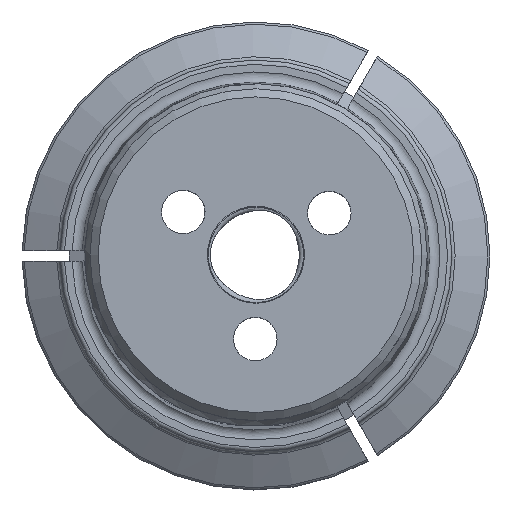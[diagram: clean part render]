
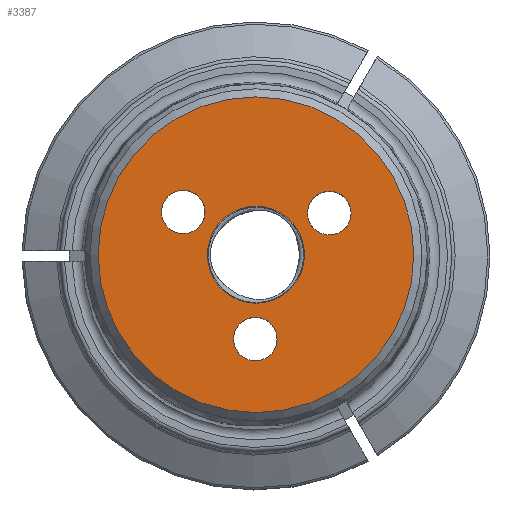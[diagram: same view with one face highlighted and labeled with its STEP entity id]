
A CAD part, top view. The second image highlights one B-rep face of the part: STEP entity #3387.
In plain terms, the highlighted planar face has unit normal (0, 0, 1).
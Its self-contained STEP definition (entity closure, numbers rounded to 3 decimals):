
#118=PLANE('',#3609);
#652=ORIENTED_EDGE('',*,*,#1310,.F.);
#653=ORIENTED_EDGE('',*,*,#1314,.F.);
#654=ORIENTED_EDGE('',*,*,#1296,.T.);
#655=ORIENTED_EDGE('',*,*,#1257,.T.);
#656=ORIENTED_EDGE('',*,*,#1218,.T.);
#1218=EDGE_CURVE('',#1575,#1575,#1813,.T.);
#1257=EDGE_CURVE('',#1602,#1602,#1833,.T.);
#1296=EDGE_CURVE('',#1629,#1629,#1853,.T.);
#1310=EDGE_CURVE('',#1637,#1637,#1864,.T.);
#1314=EDGE_CURVE('',#1641,#1641,#1868,.T.);
#1575=VERTEX_POINT('',#4671);
#1602=VERTEX_POINT('',#4769);
#1629=VERTEX_POINT('',#4867);
#1637=VERTEX_POINT('',#4915);
#1641=VERTEX_POINT('',#4925);
#1813=CIRCLE('',#3514,2.);
#1833=CIRCLE('',#3547,2.);
#1853=CIRCLE('',#3580,2.);
#1864=CIRCLE('',#3598,4.459);
#1868=CIRCLE('',#3604,14.5);
#2028=EDGE_LOOP('',(#652));
#2029=EDGE_LOOP('',(#653));
#2030=EDGE_LOOP('',(#654));
#2031=EDGE_LOOP('',(#655));
#2032=EDGE_LOOP('',(#656));
#2206=FACE_BOUND('',#2028,.T.);
#2207=FACE_BOUND('',#2029,.T.);
#2208=FACE_BOUND('',#2030,.T.);
#2209=FACE_BOUND('',#2031,.T.);
#2210=FACE_BOUND('',#2032,.T.);
#3387=ADVANCED_FACE('',(#2206,#2207,#2208,#2209,#2210),#118,.F.);
#3514=AXIS2_PLACEMENT_3D('',#4670,#3879,#3880);
#3547=AXIS2_PLACEMENT_3D('',#4768,#3963,#3964);
#3580=AXIS2_PLACEMENT_3D('',#4866,#4047,#4048);
#3598=AXIS2_PLACEMENT_3D('',#4914,#4085,#4086);
#3604=AXIS2_PLACEMENT_3D('',#4924,#4097,#4098);
#3609=AXIS2_PLACEMENT_3D('',#4932,#4107,#4108);
#3879=DIRECTION('',(0.,0.,-1.));
#3880=DIRECTION('',(-1.,0.,0.));
#3963=DIRECTION('',(0.,0.,-1.));
#3964=DIRECTION('',(-1.,0.,0.));
#4047=DIRECTION('',(0.,0.,-1.));
#4048=DIRECTION('',(-1.,0.,0.));
#4085=DIRECTION('',(0.,0.,1.));
#4086=DIRECTION('',(0.,-1.,0.));
#4097=DIRECTION('',(0.,0.,-1.));
#4098=DIRECTION('',(-1.,0.,0.));
#4107=DIRECTION('',(0.,0.,-1.));
#4108=DIRECTION('',(-1.,0.,0.));
#4670=CARTESIAN_POINT('',(-0.058,-7.75,70.));
#4671=CARTESIAN_POINT('',(-2.058,-7.75,70.));
#4768=CARTESIAN_POINT('',(-6.682,3.925,70.));
#4769=CARTESIAN_POINT('',(-8.682,3.925,70.));
#4866=CARTESIAN_POINT('',(6.741,3.824,70.));
#4867=CARTESIAN_POINT('',(4.741,3.824,70.));
#4914=CARTESIAN_POINT('',(0.,0.,70.));
#4915=CARTESIAN_POINT('',(0.,-4.459,70.));
#4924=CARTESIAN_POINT('',(0.,0.,70.));
#4925=CARTESIAN_POINT('',(-14.5,0.,70.));
#4932=CARTESIAN_POINT('',(15.25,0.,70.));
